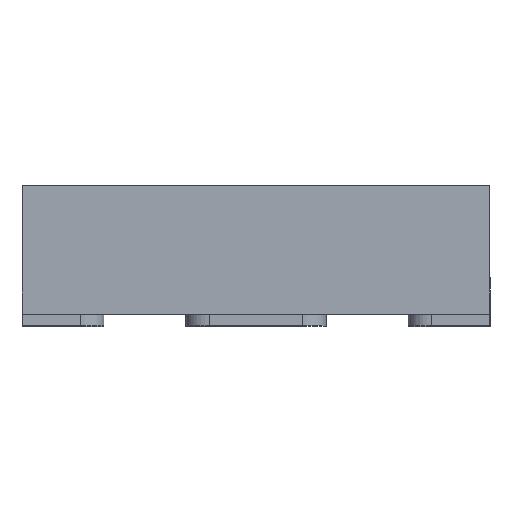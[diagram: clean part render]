
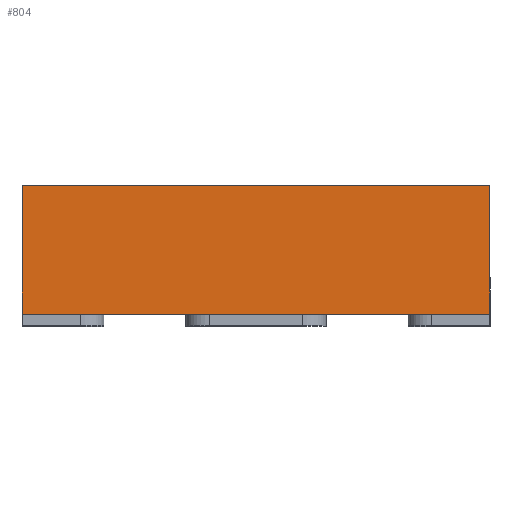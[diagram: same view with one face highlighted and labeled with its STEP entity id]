
A CAD part, top view. The second image highlights one B-rep face of the part: STEP entity #804.
In plain terms, the highlighted planar face has unit normal (0, 0, 1).
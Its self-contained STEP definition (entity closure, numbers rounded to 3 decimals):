
#51 = ORIENTED_EDGE ( 'NONE', *, *, #4138, .T. ) ;
#331 = VECTOR ( 'NONE', #1336, 1000. ) ;
#409 = EDGE_LOOP ( 'NONE', ( #2629, #51, #2237, #2772 ) ) ;
#442 = CARTESIAN_POINT ( 'NONE',  ( -1., 4.028, 1. ) ) ;
#444 = VECTOR ( 'NONE', #3411, 1000. ) ;
#772 = VECTOR ( 'NONE', #4595, 1000. ) ;
#804 = ADVANCED_FACE ( 'NONE', ( #3518 ), #2588, .F. ) ;
#899 = CARTESIAN_POINT ( 'NONE',  ( -1., 4.028, 1. ) ) ;
#1149 = CARTESIAN_POINT ( 'NONE',  ( -1., 0.05, 1. ) ) ;
#1336 = DIRECTION ( 'NONE',  ( 0., -1., 0. ) ) ;
#1753 = AXIS2_PLACEMENT_3D ( 'NONE', #442, #3669, #1899 ) ;
#1791 = VERTEX_POINT ( 'NONE', #2044 ) ;
#1837 = EDGE_CURVE ( 'NONE', #3621, #1791, #1942, .T. ) ;
#1899 = DIRECTION ( 'NONE',  ( -1., 0., 0. ) ) ;
#1942 = LINE ( 'NONE', #2126, #772 ) ;
#2044 = CARTESIAN_POINT ( 'NONE',  ( 1., 0.6, 1. ) ) ;
#2126 = CARTESIAN_POINT ( 'NONE',  ( -1., 0.6, 1. ) ) ;
#2141 = LINE ( 'NONE', #899, #3707 ) ;
#2237 = ORIENTED_EDGE ( 'NONE', *, *, #2976, .T. ) ;
#2243 = VERTEX_POINT ( 'NONE', #1149 ) ;
#2330 = CARTESIAN_POINT ( 'NONE',  ( -1., 0.6, 1. ) ) ;
#2588 = PLANE ( 'NONE',  #1753 ) ;
#2629 = ORIENTED_EDGE ( 'NONE', *, *, #1837, .F. ) ;
#2772 = ORIENTED_EDGE ( 'NONE', *, *, #3095, .F. ) ;
#2976 = EDGE_CURVE ( 'NONE', #2243, #4014, #3035, .T. ) ;
#2982 = LINE ( 'NONE', #3099, #331 ) ;
#3035 = LINE ( 'NONE', #3763, #444 ) ;
#3095 = EDGE_CURVE ( 'NONE', #1791, #4014, #2982, .T. ) ;
#3099 = CARTESIAN_POINT ( 'NONE',  ( 1., 4.028, 1. ) ) ;
#3411 = DIRECTION ( 'NONE',  ( 1., 0., 0. ) ) ;
#3518 = FACE_OUTER_BOUND ( 'NONE', #409, .T. ) ;
#3621 = VERTEX_POINT ( 'NONE', #2330 ) ;
#3669 = DIRECTION ( 'NONE',  ( 0., 0., -1. ) ) ;
#3707 = VECTOR ( 'NONE', #4493, 1000. ) ;
#3763 = CARTESIAN_POINT ( 'NONE',  ( -1., 0.05, 1. ) ) ;
#4014 = VERTEX_POINT ( 'NONE', #4387 ) ;
#4138 = EDGE_CURVE ( 'NONE', #3621, #2243, #2141, .T. ) ;
#4387 = CARTESIAN_POINT ( 'NONE',  ( 1., 0.05, 1. ) ) ;
#4493 = DIRECTION ( 'NONE',  ( 0., -1., 0. ) ) ;
#4595 = DIRECTION ( 'NONE',  ( 1., 0., 0. ) ) ;
